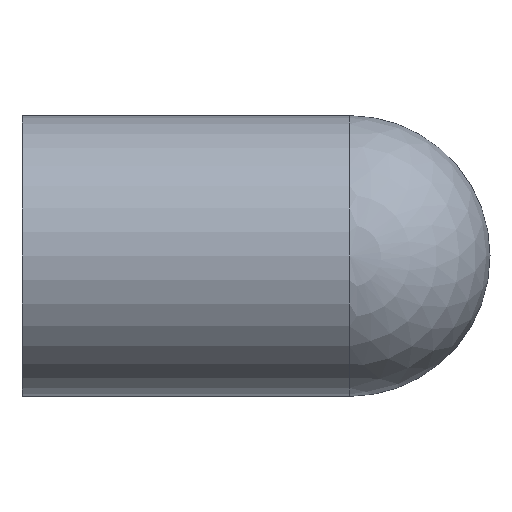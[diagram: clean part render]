
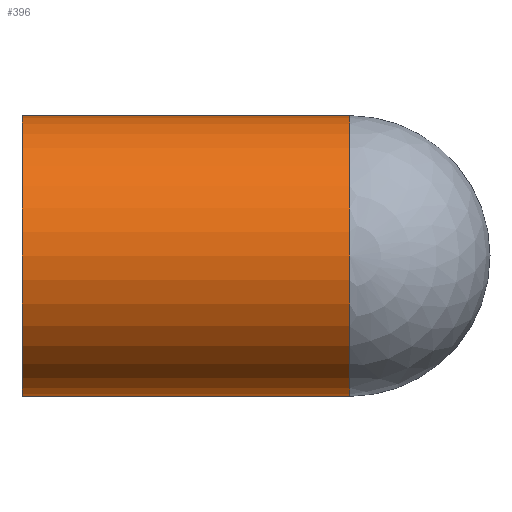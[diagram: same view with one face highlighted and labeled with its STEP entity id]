
A CAD part, left-side view. The second image highlights one B-rep face of the part: STEP entity #396.
In plain terms, the highlighted cylindrical face has radius 16.5 mm (diameter 33 mm), a partial arc.
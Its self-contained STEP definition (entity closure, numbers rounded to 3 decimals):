
#21 = DIRECTION ( 'NONE',  ( 0., 1., 0. ) ) ;
#95 = CARTESIAN_POINT ( 'NONE',  ( 0., 38.5, 0. ) ) ;
#97 = ORIENTED_EDGE ( 'NONE', *, *, #1503, .F. ) ;
#141 = CIRCLE ( 'NONE', #923, 16.5 ) ;
#166 = EDGE_CURVE ( 'NONE', #847, #1081, #1138, .T. ) ;
#193 = CARTESIAN_POINT ( 'NONE',  ( 0., 0., -16.5 ) ) ;
#198 = CARTESIAN_POINT ( 'NONE',  ( 0., 38.5, -16.5 ) ) ;
#265 = ORIENTED_EDGE ( 'NONE', *, *, #515, .T. ) ;
#336 = EDGE_CURVE ( 'NONE', #880, #1089, #1271, .T. ) ;
#349 = DIRECTION ( 'NONE',  ( 0., -1., 0. ) ) ;
#396 = ADVANCED_FACE ( 'NONE', ( #1389 ), #1288, .T. ) ;
#434 = AXIS2_PLACEMENT_3D ( 'NONE', #95, #560, #694 ) ;
#489 = CARTESIAN_POINT ( 'NONE',  ( 0., 38.5, -16.5 ) ) ;
#515 = EDGE_CURVE ( 'NONE', #1089, #1081, #1295, .T. ) ;
#560 = DIRECTION ( 'NONE',  ( 0., -1., 0. ) ) ;
#573 = DIRECTION ( 'NONE',  ( 0., 0., 1. ) ) ;
#604 = CARTESIAN_POINT ( 'NONE',  ( 0., 0., 0. ) ) ;
#614 = DIRECTION ( 'NONE',  ( 0., 0., 1. ) ) ;
#618 = AXIS2_PLACEMENT_3D ( 'NONE', #604, #21, #614 ) ;
#667 = VECTOR ( 'NONE', #1027, 1000. ) ;
#670 = EDGE_LOOP ( 'NONE', ( #1032, #97, #922, #265 ) ) ;
#694 = DIRECTION ( 'NONE',  ( 0., 0., -1. ) ) ;
#847 = VERTEX_POINT ( 'NONE', #1069 ) ;
#880 = VERTEX_POINT ( 'NONE', #489 ) ;
#888 = CARTESIAN_POINT ( 'NONE',  ( 0., 38.5, 16.5 ) ) ;
#922 = ORIENTED_EDGE ( 'NONE', *, *, #336, .T. ) ;
#923 = AXIS2_PLACEMENT_3D ( 'NONE', #1414, #1307, #573 ) ;
#1027 = DIRECTION ( 'NONE',  ( 0., -1., 0. ) ) ;
#1032 = ORIENTED_EDGE ( 'NONE', *, *, #166, .F. ) ;
#1069 = CARTESIAN_POINT ( 'NONE',  ( 0., 38.5, 16.5 ) ) ;
#1081 = VERTEX_POINT ( 'NONE', #1236 ) ;
#1089 = VERTEX_POINT ( 'NONE', #193 ) ;
#1138 = LINE ( 'NONE', #888, #667 ) ;
#1236 = CARTESIAN_POINT ( 'NONE',  ( 0., 0., 16.5 ) ) ;
#1271 = LINE ( 'NONE', #198, #1375 ) ;
#1288 = CYLINDRICAL_SURFACE ( 'NONE', #434, 16.5 ) ;
#1295 = CIRCLE ( 'NONE', #618, 16.5 ) ;
#1307 = DIRECTION ( 'NONE',  ( 0., 1., 0. ) ) ;
#1375 = VECTOR ( 'NONE', #349, 1000. ) ;
#1389 = FACE_OUTER_BOUND ( 'NONE', #670, .T. ) ;
#1414 = CARTESIAN_POINT ( 'NONE',  ( 0., 38.5, 0. ) ) ;
#1503 = EDGE_CURVE ( 'NONE', #880, #847, #141, .T. ) ;
